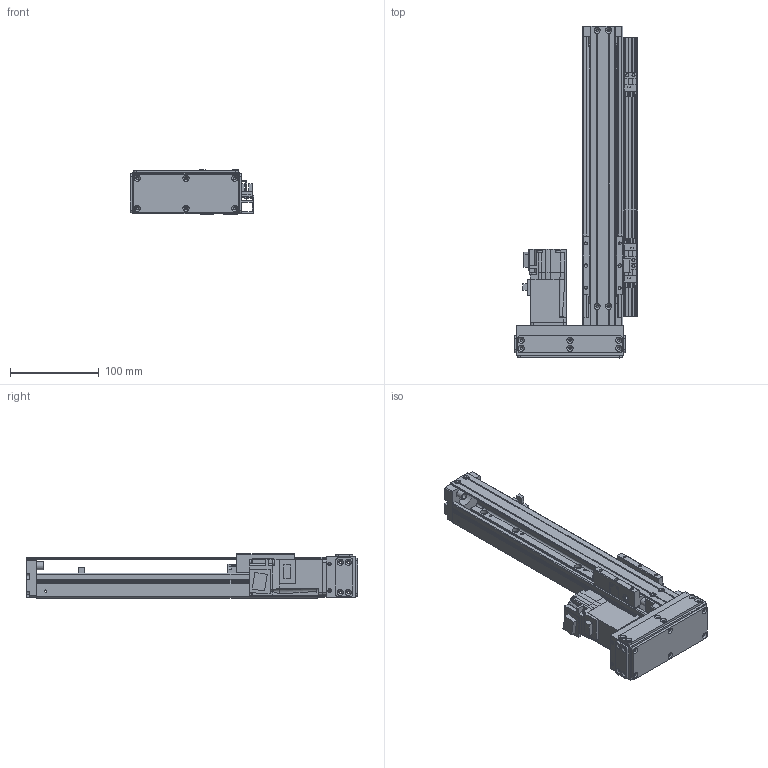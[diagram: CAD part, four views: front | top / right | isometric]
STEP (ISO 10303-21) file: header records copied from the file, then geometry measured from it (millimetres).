
FILE_DESCRIPTION(/* description */ ('MANUFACTURE'),/* implementation_level */ '2;1');
FILE_NAME(/* name */ 'HR45-L10-N-0200-R10.stp',/* time_stamp */ '2025-01-21T09:49:28+09:00',/* author */ ('user'),/* organization */ (''),/* preprocessor_version */ 'ST-DEVELOPER v18.1',/* originating_system */ 'Autodesk Inventor 2022',/* authorisation */ 'LIP');
FILE_SCHEMA (('CONFIG_CONTROL_DESIGN'));
Products named in the file (19): HG45-L10-N-0500-R10 - 간소화; HR45 S BASE; HR45 REAR BLOCK; HR45 FRONT BLOCK; HR45 STOPPER; HR45 SENSOR RAIL; HR45 SENSOR DOG; HC45 - TABLE (SFSR); HR45 UPCOVER-28mm; HR45 MOTOR PLATE 100W; HR45 L,R MOTOR PLATE; hg-kr13_; 화살표; HR45 LR BELT COVER; HR45 ACRYL COVER(정면); HR45 ACRYL COVER(측면); HR45 ACRYL COVER(상하면); EE_SX674A; ESF1210 NUT
Assembly tree (25 placements, depth 2):
  HG45-L10-N-0500-R10 - 간소화
    HR45 S BASE
    HR45 REAR BLOCK
    HR45 FRONT BLOCK
    HR45 STOPPER  x4
    HR45 SENSOR RAIL
    HR45 SENSOR DOG
    EE_SX674A  x3
    HC45 - TABLE (SFSR)
    HR45 UPCOVER-28mm
    HR45 MOTOR PLATE 100W
    HR45 L,R MOTOR PLATE
    hg-kr13_
    화살표  x2
    HR45 LR BELT COVER
    HR45 ACRYL COVER(상하면)  x2
    HR45 ACRYL COVER(정면)
    HR45 ACRYL COVER(측면)
    ESF1210 NUT
Bounding box: 139.5 x 374 x 50 mm (x, y, z)
Volume: 519785.2 mm3; surface area: 265825.2 mm2
Topology: 25 solids, 25 shells, 2225 faces, 6079 edges, 3998 vertices
Faces by surface type: plane 1618, cylinder 489, cone 109, bspline 9
Full cylindrical faces by diameter (mm): 1 x1, 2.013 x6, 2.459 x86, 2.5 x4, 3 x12, 3.242 x20, 3.4 x36, 3.5 x21, 4 x12, 4.5 x14, 4.917 x2, 5.6 x2, 5.9 x2, 6 x19, 6.5 x4, 8 x9, 9 x6, 10 x1, 12 x1, 12.5 x1, 15 x1, 18 x1, 22 x2, 24 x1, 26 x1, 30 x2
Entity records: 67646 total; most frequent: CARTESIAN_POINT 12894, ORIENTED_EDGE 11280, DIRECTION 10719, EDGE_CURVE 5640, LINE 4579, VECTOR 4579, VERTEX_POINT 3752, AXIS2_PLACEMENT_3D 3070
